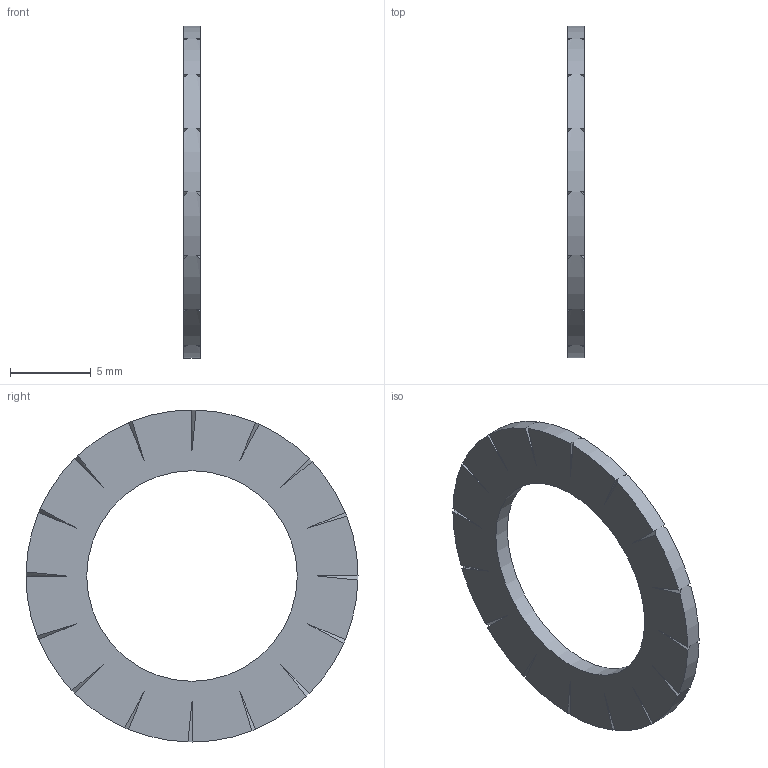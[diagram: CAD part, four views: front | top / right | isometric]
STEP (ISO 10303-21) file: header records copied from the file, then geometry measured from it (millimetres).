
FILE_DESCRIPTION (( 'STEP AP214' ), '1' );
FILE_NAME ('3404129.stp', '2024-09-09T10:47:12', ( '' ), ( '' ), 'SwSTEP 2.0', 'SolidWorks 2022', '' );
FILE_SCHEMA (( 'AUTOMOTIVE_DESIGN' ));
Length unit declared in the file: millimetre
Products named in the file (1): 3404129
Bounding box: 1 x 20.5 x 20.5 mm (x, y, z)
Volume: 196.6 mm3; surface area: 509.1 mm2
Topology: 1 solids, 1 shells, 68 faces, 228 edges, 130 vertices
Faces by surface type: plane 34, bspline 32, cylinder 2
Full cylindrical faces by diameter (mm): 13 x1, 20.5 x1
Entity records: 2822 total; most frequent: CARTESIAN_POINT 1193, ORIENTED_EDGE 388, DIRECTION 238, EDGE_CURVE 194, VERTEX_POINT 130, VECTOR 96, LINE 96, EDGE_LOOP 72
